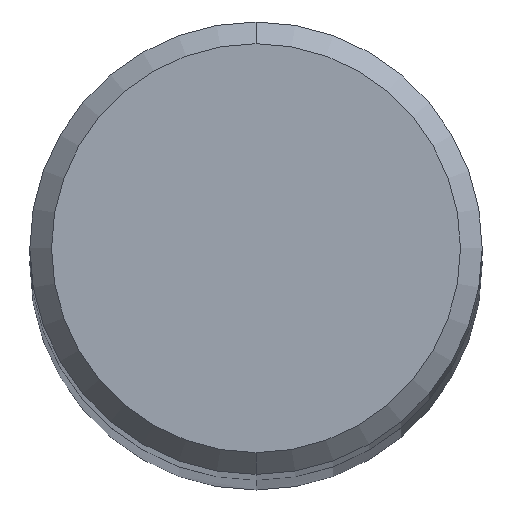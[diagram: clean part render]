
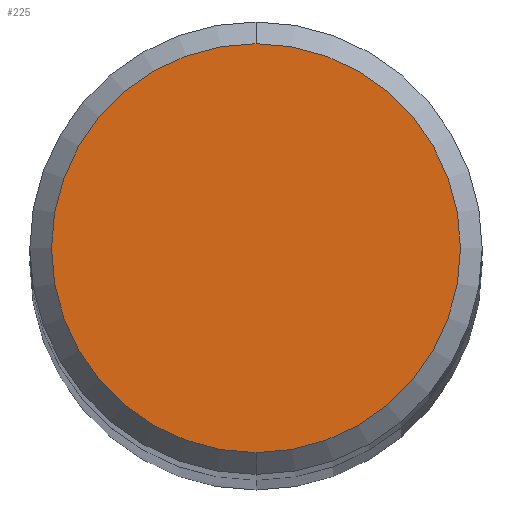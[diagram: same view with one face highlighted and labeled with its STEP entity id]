
A CAD part, top view. The second image highlights one B-rep face of the part: STEP entity #225.
In plain terms, the highlighted planar face has unit normal (0, 0, 1).
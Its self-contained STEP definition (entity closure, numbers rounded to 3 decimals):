
#225=ADVANCED_FACE('',(#491),#492,.T.);
#245=VERTEX_POINT('',#515);
#255=EDGE_CURVE('',#245,#363,#525,.T.);
#267=EDGE_CURVE('',#363,#245,#537,.T.);
#363=VERTEX_POINT('',#640);
#491=FACE_OUTER_BOUND('',#811,.T.);
#492=PLANE('',#812);
#515=CARTESIAN_POINT('',(0.0,5.65,88.0));
#525=CIRCLE('',#850,5.65);
#537=CIRCLE('',#863,5.65);
#640=CARTESIAN_POINT('',(0.,-5.65,88.0));
#811=EDGE_LOOP('',(#1360,#1361));
#812=AXIS2_PLACEMENT_3D('',#1362,#1363,#1364);
#850=AXIS2_PLACEMENT_3D('',#1412,#1413,#1414);
#863=AXIS2_PLACEMENT_3D('',#1415,#1416,#1417);
#1360=ORIENTED_EDGE('',*,*,#255,.F.);
#1361=ORIENTED_EDGE('',*,*,#267,.F.);
#1362=CARTESIAN_POINT('',(0.0,2.825,88.0));
#1363=DIRECTION('',(0.0,0.0,1.0));
#1364=DIRECTION('',(0.0,-1.0,0.0));
#1412=CARTESIAN_POINT('',(0.0,0.0,88.0));
#1413=DIRECTION('',(0.0,0.0,-1.0));
#1414=DIRECTION('',(0.0,1.0,0.0));
#1415=CARTESIAN_POINT('',(0.0,0.0,88.0));
#1416=DIRECTION('',(0.0,0.0,-1.0));
#1417=DIRECTION('',(0.0,1.0,0.0));
